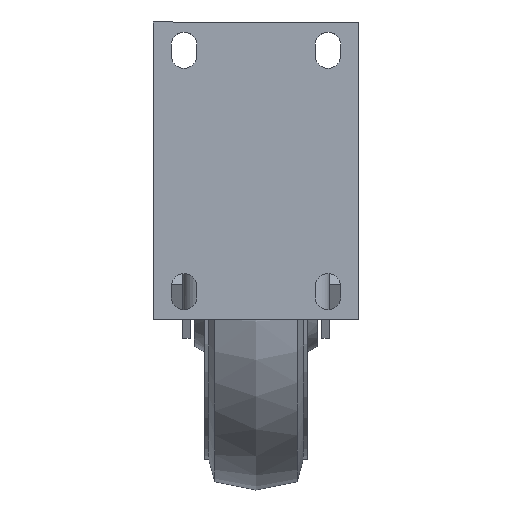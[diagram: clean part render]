
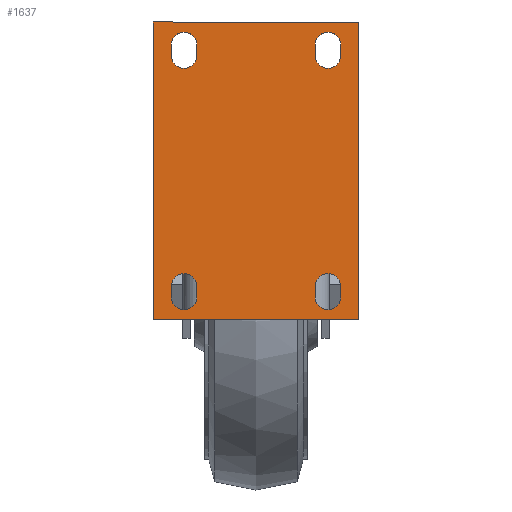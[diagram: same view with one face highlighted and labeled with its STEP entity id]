
A CAD part, top view. The second image highlights one B-rep face of the part: STEP entity #1637.
In plain terms, the highlighted face is planar.
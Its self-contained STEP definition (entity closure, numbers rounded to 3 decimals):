
#92=FACE_BOUND('',#335,.T.);
#93=FACE_BOUND('',#336,.T.);
#94=FACE_BOUND('',#337,.T.);
#95=FACE_BOUND('',#338,.T.);
#114=PLANE('',#1807);
#220=FACE_OUTER_BOUND('',#334,.T.);
#334=EDGE_LOOP('',(#1244,#1245,#1246,#1247));
#335=EDGE_LOOP('',(#1248,#1249,#1250,#1251));
#336=EDGE_LOOP('',(#1252,#1253,#1254,#1255));
#337=EDGE_LOOP('',(#1256,#1257,#1258,#1259));
#338=EDGE_LOOP('',(#1260,#1261,#1262,#1263));
#444=LINE('',#2749,#546);
#447=LINE('',#2754,#549);
#449=LINE('',#2758,#551);
#451=LINE('',#2761,#553);
#452=LINE('',#2767,#554);
#453=LINE('',#2770,#555);
#454=LINE('',#2775,#556);
#455=LINE('',#2778,#557);
#456=LINE('',#2783,#558);
#457=LINE('',#2786,#559);
#458=LINE('',#2791,#560);
#459=LINE('',#2794,#561);
#546=VECTOR('',#2096,1000.);
#549=VECTOR('',#2101,1000.);
#551=VECTOR('',#2105,1000.);
#553=VECTOR('',#2109,1000.);
#554=VECTOR('',#2114,1000.);
#555=VECTOR('',#2117,1000.);
#556=VECTOR('',#2120,1000.);
#557=VECTOR('',#2123,1000.);
#558=VECTOR('',#2126,1000.);
#559=VECTOR('',#2129,1000.);
#560=VECTOR('',#2132,1000.);
#561=VECTOR('',#2135,1000.);
#669=CIRCLE('',#1808,3.969);
#670=CIRCLE('',#1809,3.969);
#671=CIRCLE('',#1810,3.969);
#672=CIRCLE('',#1811,3.969);
#673=CIRCLE('',#1812,3.969);
#674=CIRCLE('',#1813,3.969);
#675=CIRCLE('',#1814,3.969);
#676=CIRCLE('',#1815,3.969);
#776=VERTEX_POINT('',#2747);
#777=VERTEX_POINT('',#2748);
#778=VERTEX_POINT('',#2753);
#779=VERTEX_POINT('',#2757);
#780=VERTEX_POINT('',#2763);
#781=VERTEX_POINT('',#2764);
#782=VERTEX_POINT('',#2766);
#783=VERTEX_POINT('',#2768);
#784=VERTEX_POINT('',#2771);
#785=VERTEX_POINT('',#2772);
#786=VERTEX_POINT('',#2774);
#787=VERTEX_POINT('',#2776);
#788=VERTEX_POINT('',#2779);
#789=VERTEX_POINT('',#2780);
#790=VERTEX_POINT('',#2782);
#791=VERTEX_POINT('',#2784);
#792=VERTEX_POINT('',#2787);
#793=VERTEX_POINT('',#2788);
#794=VERTEX_POINT('',#2790);
#795=VERTEX_POINT('',#2792);
#947=EDGE_CURVE('',#776,#777,#444,.T.);
#950=EDGE_CURVE('',#778,#776,#447,.T.);
#952=EDGE_CURVE('',#779,#778,#449,.T.);
#954=EDGE_CURVE('',#777,#779,#451,.T.);
#955=EDGE_CURVE('',#780,#781,#669,.T.);
#956=EDGE_CURVE('',#782,#780,#452,.T.);
#957=EDGE_CURVE('',#783,#782,#670,.T.);
#958=EDGE_CURVE('',#781,#783,#453,.T.);
#959=EDGE_CURVE('',#784,#785,#671,.T.);
#960=EDGE_CURVE('',#786,#784,#454,.T.);
#961=EDGE_CURVE('',#787,#786,#672,.T.);
#962=EDGE_CURVE('',#785,#787,#455,.T.);
#963=EDGE_CURVE('',#788,#789,#673,.T.);
#964=EDGE_CURVE('',#790,#788,#456,.T.);
#965=EDGE_CURVE('',#791,#790,#674,.T.);
#966=EDGE_CURVE('',#789,#791,#457,.T.);
#967=EDGE_CURVE('',#792,#793,#675,.T.);
#968=EDGE_CURVE('',#794,#792,#458,.T.);
#969=EDGE_CURVE('',#795,#794,#676,.T.);
#970=EDGE_CURVE('',#793,#795,#459,.T.);
#1244=ORIENTED_EDGE('',*,*,#947,.T.);
#1245=ORIENTED_EDGE('',*,*,#954,.T.);
#1246=ORIENTED_EDGE('',*,*,#952,.T.);
#1247=ORIENTED_EDGE('',*,*,#950,.T.);
#1248=ORIENTED_EDGE('',*,*,#955,.F.);
#1249=ORIENTED_EDGE('',*,*,#956,.F.);
#1250=ORIENTED_EDGE('',*,*,#957,.F.);
#1251=ORIENTED_EDGE('',*,*,#958,.F.);
#1252=ORIENTED_EDGE('',*,*,#959,.F.);
#1253=ORIENTED_EDGE('',*,*,#960,.F.);
#1254=ORIENTED_EDGE('',*,*,#961,.F.);
#1255=ORIENTED_EDGE('',*,*,#962,.F.);
#1256=ORIENTED_EDGE('',*,*,#963,.F.);
#1257=ORIENTED_EDGE('',*,*,#964,.F.);
#1258=ORIENTED_EDGE('',*,*,#965,.F.);
#1259=ORIENTED_EDGE('',*,*,#966,.F.);
#1260=ORIENTED_EDGE('',*,*,#967,.F.);
#1261=ORIENTED_EDGE('',*,*,#968,.F.);
#1262=ORIENTED_EDGE('',*,*,#969,.F.);
#1263=ORIENTED_EDGE('',*,*,#970,.F.);
#1637=ADVANCED_FACE('',(#220,#92,#93,#94,#95),#114,.T.);
#1807=AXIS2_PLACEMENT_3D('',#2762,#2110,#2111);
#1808=AXIS2_PLACEMENT_3D('',#2765,#2112,#2113);
#1809=AXIS2_PLACEMENT_3D('',#2769,#2115,#2116);
#1810=AXIS2_PLACEMENT_3D('',#2773,#2118,#2119);
#1811=AXIS2_PLACEMENT_3D('',#2777,#2121,#2122);
#1812=AXIS2_PLACEMENT_3D('',#2781,#2124,#2125);
#1813=AXIS2_PLACEMENT_3D('',#2785,#2127,#2128);
#1814=AXIS2_PLACEMENT_3D('',#2789,#2130,#2131);
#1815=AXIS2_PLACEMENT_3D('',#2793,#2133,#2134);
#2096=DIRECTION('',(0.,0.,1.));
#2101=DIRECTION('',(-1.,0.,0.));
#2105=DIRECTION('',(0.,0.,-1.));
#2109=DIRECTION('',(1.,0.,0.));
#2110=DIRECTION('center_axis',(0.,1.,0.));
#2111=DIRECTION('ref_axis',(0.,0.,1.));
#2112=DIRECTION('center_axis',(0.,1.,0.));
#2113=DIRECTION('ref_axis',(0.,0.,1.));
#2114=DIRECTION('',(1.,0.,0.));
#2115=DIRECTION('center_axis',(0.,1.,0.));
#2116=DIRECTION('ref_axis',(0.,0.,1.));
#2117=DIRECTION('',(-1.,0.,0.));
#2118=DIRECTION('center_axis',(0.,1.,0.));
#2119=DIRECTION('ref_axis',(0.,0.,-1.));
#2120=DIRECTION('',(-1.,0.,0.));
#2121=DIRECTION('center_axis',(0.,1.,0.));
#2122=DIRECTION('ref_axis',(0.,0.,-1.));
#2123=DIRECTION('',(1.,0.,0.));
#2124=DIRECTION('center_axis',(0.,1.,0.));
#2125=DIRECTION('ref_axis',(0.,0.,-1.));
#2126=DIRECTION('',(1.,0.,0.));
#2127=DIRECTION('center_axis',(0.,1.,0.));
#2128=DIRECTION('ref_axis',(0.,0.,-1.));
#2129=DIRECTION('',(-1.,0.,0.));
#2130=DIRECTION('center_axis',(0.,1.,0.));
#2131=DIRECTION('ref_axis',(0.,0.,1.));
#2132=DIRECTION('',(-1.,0.,0.));
#2133=DIRECTION('center_axis',(0.,1.,0.));
#2134=DIRECTION('ref_axis',(0.,0.,1.));
#2135=DIRECTION('',(1.,0.,0.));
#2747=CARTESIAN_POINT('',(-46.038,0.,-31.75));
#2748=CARTESIAN_POINT('',(-46.038,0.,31.75));
#2749=CARTESIAN_POINT('',(-46.038,0.,-31.75));
#2753=CARTESIAN_POINT('',(46.038,0.,-31.75));
#2754=CARTESIAN_POINT('',(-46.038,0.,-31.75));
#2757=CARTESIAN_POINT('',(46.038,0.,31.75));
#2758=CARTESIAN_POINT('',(46.038,0.,-31.75));
#2761=CARTESIAN_POINT('',(-46.038,0.,31.75));
#2762=CARTESIAN_POINT('Origin',(-46.038,0.,31.75));
#2763=CARTESIAN_POINT('',(-35.719,0.,26.194));
#2764=CARTESIAN_POINT('',(-35.719,0.,18.256));
#2765=CARTESIAN_POINT('Origin',(-35.719,0.,22.225));
#2766=CARTESIAN_POINT('',(-38.894,0.,26.194));
#2767=CARTESIAN_POINT('',(-35.719,0.,26.194));
#2768=CARTESIAN_POINT('',(-38.894,0.,18.256));
#2769=CARTESIAN_POINT('Origin',(-38.894,0.,22.225));
#2770=CARTESIAN_POINT('',(-35.719,0.,18.256));
#2771=CARTESIAN_POINT('',(35.719,0.,18.256));
#2772=CARTESIAN_POINT('',(35.719,0.,26.194));
#2773=CARTESIAN_POINT('Origin',(35.719,0.,22.225));
#2774=CARTESIAN_POINT('',(38.894,0.,18.256));
#2775=CARTESIAN_POINT('',(35.719,0.,18.256));
#2776=CARTESIAN_POINT('',(38.894,0.,26.194));
#2777=CARTESIAN_POINT('Origin',(38.894,0.,22.225));
#2778=CARTESIAN_POINT('',(35.719,0.,26.194));
#2779=CARTESIAN_POINT('',(-35.719,0.,-18.256));
#2780=CARTESIAN_POINT('',(-35.719,0.,-26.194));
#2781=CARTESIAN_POINT('Origin',(-35.719,0.,-22.225));
#2782=CARTESIAN_POINT('',(-38.894,0.,-18.256));
#2783=CARTESIAN_POINT('',(-35.719,0.,-18.256));
#2784=CARTESIAN_POINT('',(-38.894,0.,-26.194));
#2785=CARTESIAN_POINT('Origin',(-38.894,0.,-22.225));
#2786=CARTESIAN_POINT('',(-35.719,0.,-26.194));
#2787=CARTESIAN_POINT('',(35.719,0.,-26.194));
#2788=CARTESIAN_POINT('',(35.719,0.,-18.256));
#2789=CARTESIAN_POINT('Origin',(35.719,0.,-22.225));
#2790=CARTESIAN_POINT('',(38.894,0.,-26.194));
#2791=CARTESIAN_POINT('',(35.719,0.,-26.194));
#2792=CARTESIAN_POINT('',(38.894,0.,-18.256));
#2793=CARTESIAN_POINT('Origin',(38.894,0.,-22.225));
#2794=CARTESIAN_POINT('',(35.719,0.,-18.256));
